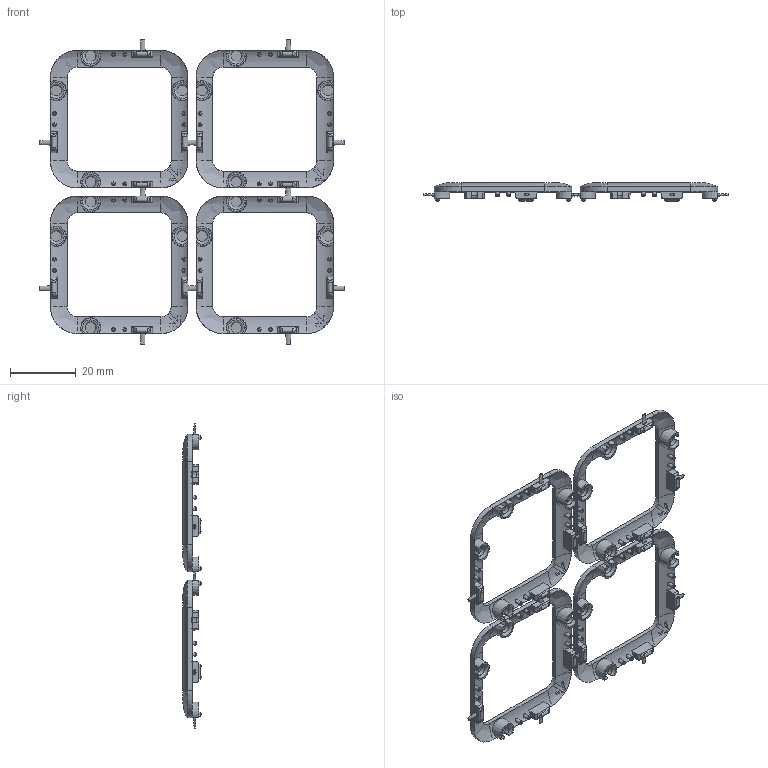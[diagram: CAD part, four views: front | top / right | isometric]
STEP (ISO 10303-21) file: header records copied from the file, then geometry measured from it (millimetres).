
FILE_DESCRIPTION(/* description */ (''),/* implementation_level */ '2;1');
FILE_NAME(/* name */ 'Remote Top Print Assembly.stp',/* time_stamp */ '2016-02-08T13:47:52-08:00',/* author */ ('Sam Clay'),/* organization */ (''),/* preprocessor_version */ 'ST-DEVELOPER v16.1',/* originating_system */ 'Autodesk Inventor 2016',/* authorisation */ '');
FILE_SCHEMA (('AUTOMOTIVE_DESIGN { 1 0 10303 214 3 1 1 }'));
Length unit declared in the file: inch
Products named in the file (2): Remote Top; Remote Top Print Assembly
Assembly tree (4 placements, depth 2):
  Remote Top Print Assembly
    Remote Top  x4
Bounding box: 92.77 x 5.59 x 92.77 mm (x, y, z)
Volume: 5299.2 mm3; surface area: 11035 mm2
Topology: 84 solids, 84 shells, 812 faces, 1688 edges, 1040 vertices
Faces by surface type: plane 376, cylinder 176, bspline 164, torus 48, sphere 32, cone 16
Full cylindrical faces by diameter (mm): 1.114 x32
Entity records: 9299 total; most frequent: CARTESIAN_POINT 5400, ORIENTED_EDGE 796, DIRECTION 690, EDGE_CURVE 398, AXIS2_PLACEMENT_3D 264, VERTEX_POINT 252, EDGE_LOOP 220, FACE_OUTER_BOUND 203
